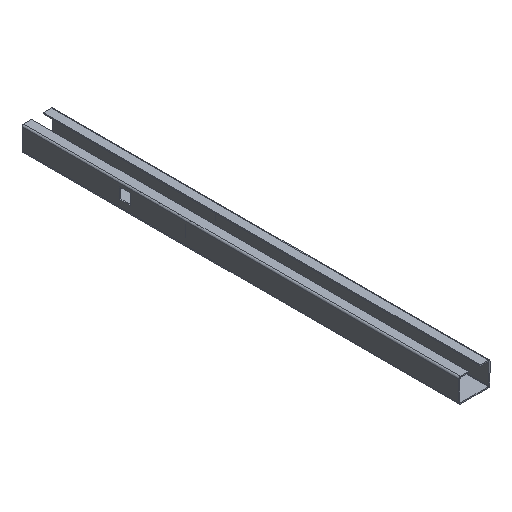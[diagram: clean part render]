
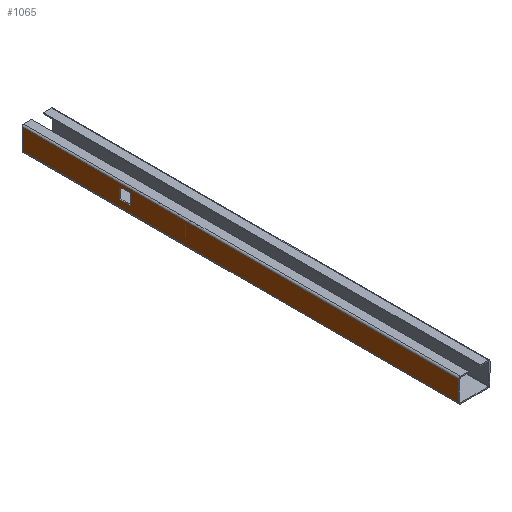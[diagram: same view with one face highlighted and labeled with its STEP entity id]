
A CAD part, isometric view. The second image highlights one B-rep face of the part: STEP entity #1065.
In plain terms, the highlighted planar face has unit normal (-1, 0, 0).
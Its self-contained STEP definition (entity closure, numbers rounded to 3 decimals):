
#43 = FACE_OUTER_BOUND ( 'NONE', #562, .T. ) ;
#70 = FACE_BOUND ( 'NONE', #281, .T. ) ;
#89 = FACE_BOUND ( 'NONE', #485, .T. ) ;
#169 = VERTEX_POINT ( 'NONE', #1617 ) ;
#182 = ORIENTED_EDGE ( 'NONE', *, *, #995, .T. ) ;
#185 = VERTEX_POINT ( 'NONE', #1264 ) ;
#216 = ORIENTED_EDGE ( 'NONE', *, *, #1006, .F. ) ;
#233 = VERTEX_POINT ( 'NONE', #1629 ) ;
#274 = ORIENTED_EDGE ( 'NONE', *, *, #1027, .F. ) ;
#275 = ORIENTED_EDGE ( 'NONE', *, *, #996, .F. ) ;
#281 = EDGE_LOOP ( 'NONE', ( #182, #528, #456, #301 ) ) ;
#301 = ORIENTED_EDGE ( 'NONE', *, *, #994, .T. ) ;
#330 = VERTEX_POINT ( 'NONE', #1434 ) ;
#341 = ORIENTED_EDGE ( 'NONE', *, *, #1020, .T. ) ;
#359 = ORIENTED_EDGE ( 'NONE', *, *, #1007, .T. ) ;
#437 = ORIENTED_EDGE ( 'NONE', *, *, #1018, .T. ) ;
#456 = ORIENTED_EDGE ( 'NONE', *, *, #991, .T. ) ;
#465 = ORIENTED_EDGE ( 'NONE', *, *, #1000, .T. ) ;
#485 = EDGE_LOOP ( 'NONE', ( #274, #502, #341, #275 ) ) ;
#486 = VERTEX_POINT ( 'NONE', #1562 ) ;
#492 = VERTEX_POINT ( 'NONE', #1563 ) ;
#499 = VERTEX_POINT ( 'NONE', #1404 ) ;
#502 = ORIENTED_EDGE ( 'NONE', *, *, #993, .T. ) ;
#528 = ORIENTED_EDGE ( 'NONE', *, *, #992, .T. ) ;
#545 = VERTEX_POINT ( 'NONE', #1382 ) ;
#562 = EDGE_LOOP ( 'NONE', ( #359, #465, #216, #437 ) ) ;
#573 = VERTEX_POINT ( 'NONE', #1366 ) ;
#638 = LINE ( 'NONE', #1586, #728 ) ;
#649 = LINE ( 'NONE', #1487, #708 ) ;
#651 = LINE ( 'NONE', #1507, #754 ) ;
#658 = LINE ( 'NONE', #1552, #713 ) ;
#665 = VECTOR ( 'NONE', #1485, 1000. ) ;
#672 = VECTOR ( 'NONE', #1566, 1000. ) ;
#674 = VECTOR ( 'NONE', #1501, 1000. ) ;
#680 = VECTOR ( 'NONE', #1441, 1000. ) ;
#695 = LINE ( 'NONE', #1508, #743 ) ;
#708 = VECTOR ( 'NONE', #1578, 1000. ) ;
#710 = LINE ( 'NONE', #1401, #712 ) ;
#712 = VECTOR ( 'NONE', #1497, 1000. ) ;
#713 = VECTOR ( 'NONE', #1446, 1000. ) ;
#715 = LINE ( 'NONE', #1594, #672 ) ;
#721 = LINE ( 'NONE', #1481, #729 ) ;
#722 = LINE ( 'NONE', #1547, #680 ) ;
#728 = VECTOR ( 'NONE', #1587, 1000. ) ;
#729 = VECTOR ( 'NONE', #1375, 1000. ) ;
#730 = LINE ( 'NONE', #1511, #674 ) ;
#739 = VECTOR ( 'NONE', #1491, 1000. ) ;
#743 = VECTOR ( 'NONE', #1406, 1000. ) ;
#754 = VECTOR ( 'NONE', #1592, 1000. ) ;
#759 = LINE ( 'NONE', #1498, #739 ) ;
#764 = LINE ( 'NONE', #1583, #665 ) ;
#780 = VERTEX_POINT ( 'NONE', #1311 ) ;
#784 = VERTEX_POINT ( 'NONE', #1505 ) ;
#787 = VERTEX_POINT ( 'NONE', #1289 ) ;
#854 = AXIS2_PLACEMENT_3D ( 'NONE', #1105, #1294, #1281 ) ;
#991 = EDGE_CURVE ( 'NONE', #492, #784, #730, .T. ) ;
#992 = EDGE_CURVE ( 'NONE', #573, #492, #651, .T. ) ;
#993 = EDGE_CURVE ( 'NONE', #185, #330, #638, .T. ) ;
#994 = EDGE_CURVE ( 'NONE', #784, #780, #759, .T. ) ;
#995 = EDGE_CURVE ( 'NONE', #780, #573, #764, .T. ) ;
#996 = EDGE_CURVE ( 'NONE', #545, #233, #649, .T. ) ;
#1000 = EDGE_CURVE ( 'NONE', #499, #787, #715, .T. ) ;
#1006 = EDGE_CURVE ( 'NONE', #169, #787, #722, .T. ) ;
#1007 = EDGE_CURVE ( 'NONE', #486, #499, #658, .T. ) ;
#1018 = EDGE_CURVE ( 'NONE', #169, #486, #695, .T. ) ;
#1020 = EDGE_CURVE ( 'NONE', #330, #233, #710, .T. ) ;
#1027 = EDGE_CURVE ( 'NONE', #185, #545, #721, .T. ) ;
#1065 = ADVANCED_FACE ( 'NONE', ( #89, #70, #43 ), #1280, .F. ) ;
#1105 = CARTESIAN_POINT ( 'NONE',  ( 0., 0., 0. ) ) ;
#1264 = CARTESIAN_POINT ( 'NONE',  ( 0., -199., 33.25 ) ) ;
#1280 = PLANE ( 'NONE',  #854 ) ;
#1281 = DIRECTION ( 'NONE',  ( 0., 0., -1. ) ) ;
#1289 = CARTESIAN_POINT ( 'NONE',  ( 0., 0., 1. ) ) ;
#1294 = DIRECTION ( 'NONE',  ( 1., 0., 0. ) ) ;
#1311 = CARTESIAN_POINT ( 'NONE',  ( 0., -299., 13.25 ) ) ;
#1366 = CARTESIAN_POINT ( 'NONE',  ( 0., -299., 33.25 ) ) ;
#1375 = DIRECTION ( 'NONE',  ( 0., 1., 0. ) ) ;
#1382 = CARTESIAN_POINT ( 'NONE',  ( 0., -179., 33.25 ) ) ;
#1401 = CARTESIAN_POINT ( 'NONE',  ( 0., 0., 13.25 ) ) ;
#1404 = CARTESIAN_POINT ( 'NONE',  ( 0., 0., 39. ) ) ;
#1406 = DIRECTION ( 'NONE',  ( 0., 0., 1. ) ) ;
#1434 = CARTESIAN_POINT ( 'NONE',  ( 0., -199., 13.25 ) ) ;
#1441 = DIRECTION ( 'NONE',  ( 0., 1., 0. ) ) ;
#1446 = DIRECTION ( 'NONE',  ( 0., 1., 0. ) ) ;
#1481 = CARTESIAN_POINT ( 'NONE',  ( 0., 0., 33.25 ) ) ;
#1485 = DIRECTION ( 'NONE',  ( 0., 0., 1. ) ) ;
#1487 = CARTESIAN_POINT ( 'NONE',  ( 0., -179., 0. ) ) ;
#1491 = DIRECTION ( 'NONE',  ( 0., 1., 0. ) ) ;
#1497 = DIRECTION ( 'NONE',  ( 0., 1., 0. ) ) ;
#1498 = CARTESIAN_POINT ( 'NONE',  ( 0., 0., 13.25 ) ) ;
#1501 = DIRECTION ( 'NONE',  ( 0., 0., -1. ) ) ;
#1505 = CARTESIAN_POINT ( 'NONE',  ( 0., -300., 13.25 ) ) ;
#1507 = CARTESIAN_POINT ( 'NONE',  ( 0., 0., 33.25 ) ) ;
#1508 = CARTESIAN_POINT ( 'NONE',  ( 0., -800., 0. ) ) ;
#1511 = CARTESIAN_POINT ( 'NONE',  ( 0., -300., 0. ) ) ;
#1547 = CARTESIAN_POINT ( 'NONE',  ( 0., 0., 1. ) ) ;
#1552 = CARTESIAN_POINT ( 'NONE',  ( 0., -800., 39. ) ) ;
#1562 = CARTESIAN_POINT ( 'NONE',  ( 0., -800., 39. ) ) ;
#1563 = CARTESIAN_POINT ( 'NONE',  ( 0., -300., 33.25 ) ) ;
#1566 = DIRECTION ( 'NONE',  ( 0., 0., -1. ) ) ;
#1578 = DIRECTION ( 'NONE',  ( 0., 0., -1. ) ) ;
#1583 = CARTESIAN_POINT ( 'NONE',  ( 0., -299., 0. ) ) ;
#1586 = CARTESIAN_POINT ( 'NONE',  ( 0., -199., 0. ) ) ;
#1587 = DIRECTION ( 'NONE',  ( 0., 0., -1. ) ) ;
#1592 = DIRECTION ( 'NONE',  ( 0., -1., 0. ) ) ;
#1594 = CARTESIAN_POINT ( 'NONE',  ( 0., 0., 0. ) ) ;
#1617 = CARTESIAN_POINT ( 'NONE',  ( 0., -800., 1. ) ) ;
#1629 = CARTESIAN_POINT ( 'NONE',  ( 0., -179., 13.25 ) ) ;
